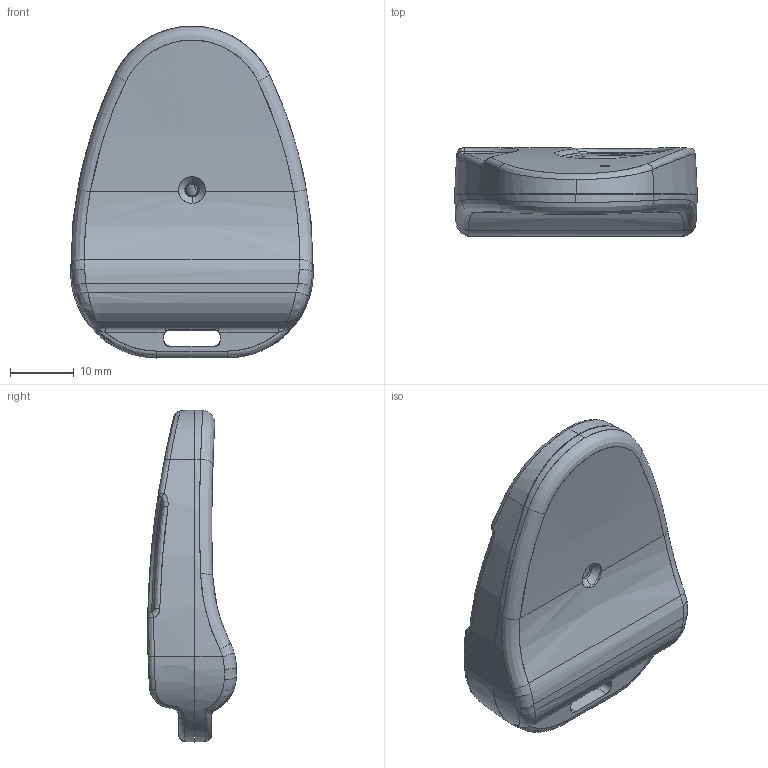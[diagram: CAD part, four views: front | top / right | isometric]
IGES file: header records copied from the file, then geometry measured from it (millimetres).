
Start section: SolidWorks IGES file using analytic representation for surfaces
Global section: file name: P-6.IGS; native system: SolidWorks 2009; preprocessor: SolidWorks 2009; author: lukasz; date: 130413.073617; units: millimetre
Bounding box: 38 x 13.87 x 51.95 mm (x, y, z)
Surface area: 9470.3 mm2 (no closed solid volume)
Topology: 0 solids, 0 shells, 298 faces, 4268 edges, 4262 vertices
Faces by surface type: bspline 169, revolution 129
